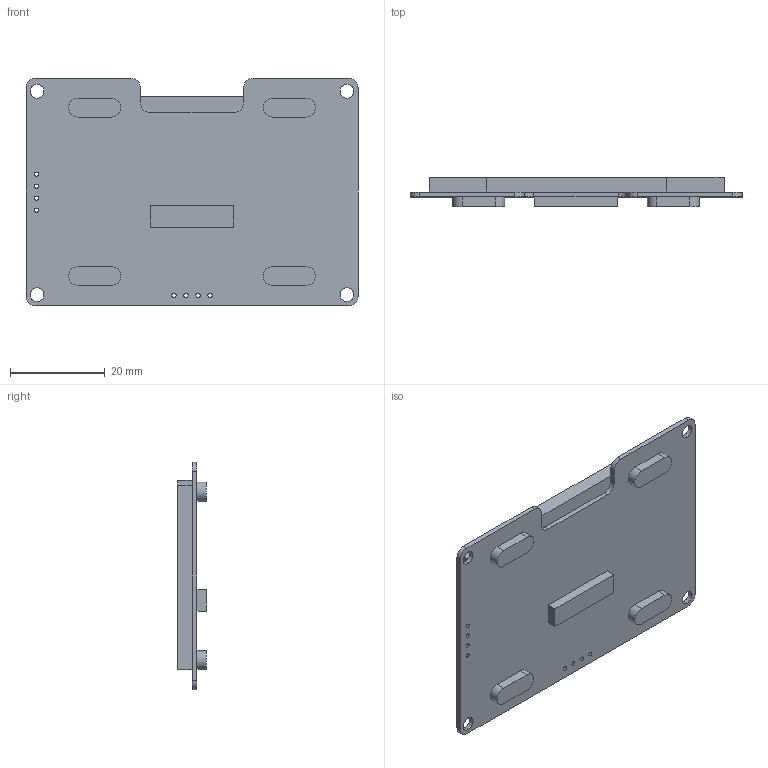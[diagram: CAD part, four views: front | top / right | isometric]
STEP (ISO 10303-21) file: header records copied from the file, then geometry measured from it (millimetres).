
FILE_DESCRIPTION (( 'STEP AP203' ), '1' );
FILE_NAME ('OLED 2.42 V1.1 SSD1309.STEP', '2025-03-11T10:12:55', ( '' ), ( '' ), 'SwSTEP 2.0', 'SolidWorks 2020', '' );
FILE_SCHEMA (( 'CONFIG_CONTROL_DESIGN' ));
Length unit declared in the file: millimetre
Products named in the file (1): OLED 2.42 V1.1 SSD1309
Bounding box: 70.2 x 6.1 x 48.1 mm (x, y, z)
Volume: 10252.6 mm3; surface area: 8045.3 mm2
Topology: 1 solids, 1 shells, 311 faces, 826 edges, 550 vertices
Faces by surface type: plane 167, bspline 104, cylinder 40
Entity records: 15273 total; most frequent: CARTESIAN_POINT 8040, ORIENTED_EDGE 1652, DIRECTION 1114, EDGE_CURVE 826, VERTEX_POINT 550, VECTOR 538, LINE 538, EDGE_LOOP 368
